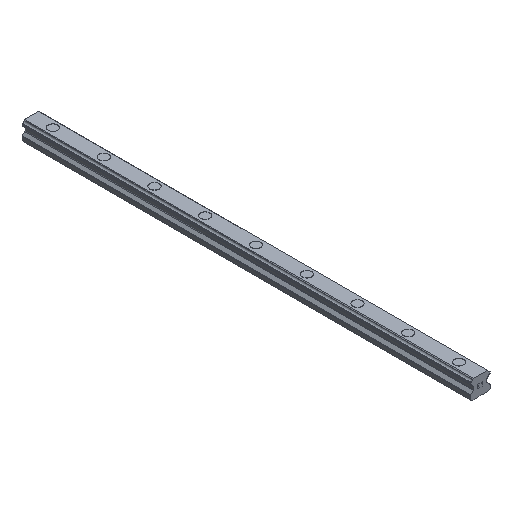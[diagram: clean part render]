
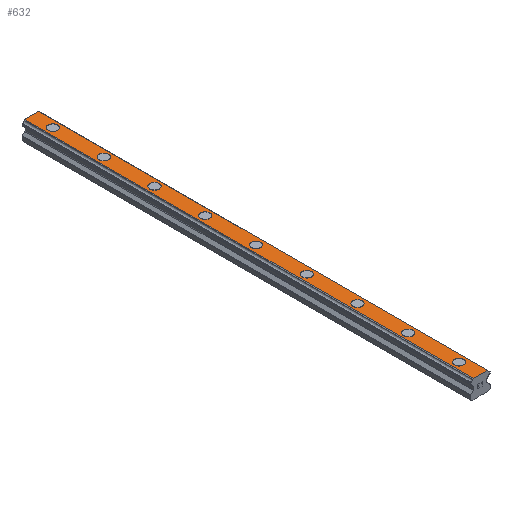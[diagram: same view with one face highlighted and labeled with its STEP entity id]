
A CAD part, isometric view. The second image highlights one B-rep face of the part: STEP entity #632.
In plain terms, the highlighted planar face has unit normal (0, 0, 1).
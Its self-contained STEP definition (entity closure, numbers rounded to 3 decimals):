
#632=ADVANCED_FACE('',(#1295,#1296,#1297,#1298,#1299,#1300,#1301,#1302,#1303,#1304),#1305,.T.);
#1295=FACE_BOUND('',#1982,.T.);
#1296=FACE_BOUND('',#1983,.T.);
#1297=FACE_BOUND('',#1984,.T.);
#1298=FACE_BOUND('',#1985,.T.);
#1299=FACE_BOUND('',#1986,.T.);
#1300=FACE_BOUND('',#1987,.T.);
#1301=FACE_BOUND('',#1988,.T.);
#1302=FACE_BOUND('',#1989,.T.);
#1303=FACE_BOUND('',#1990,.T.);
#1304=FACE_OUTER_BOUND('',#1991,.T.);
#1305=PLANE('',#1992);
#1982=EDGE_LOOP('',(#3869,#3870));
#1983=EDGE_LOOP('',(#3871,#3872));
#1984=EDGE_LOOP('',(#3873,#3874));
#1985=EDGE_LOOP('',(#3875,#3876));
#1986=EDGE_LOOP('',(#3877,#3878));
#1987=EDGE_LOOP('',(#3879,#3880));
#1988=EDGE_LOOP('',(#3881,#3882));
#1989=EDGE_LOOP('',(#3883,#3884));
#1990=EDGE_LOOP('',(#3885,#3886));
#1991=EDGE_LOOP('',(#3887,#3888,#3889,#3890));
#1992=AXIS2_PLACEMENT_3D('',#3891,#3892,#3893);
#3869=ORIENTED_EDGE('',*,*,#4237,.T.);
#3870=ORIENTED_EDGE('',*,*,#4674,.T.);
#3871=ORIENTED_EDGE('',*,*,#4223,.T.);
#3872=ORIENTED_EDGE('',*,*,#4710,.T.);
#3873=ORIENTED_EDGE('',*,*,#4209,.T.);
#3874=ORIENTED_EDGE('',*,*,#4725,.T.);
#3875=ORIENTED_EDGE('',*,*,#4195,.T.);
#3876=ORIENTED_EDGE('',*,*,#4740,.T.);
#3877=ORIENTED_EDGE('',*,*,#4181,.T.);
#3878=ORIENTED_EDGE('',*,*,#4755,.T.);
#3879=ORIENTED_EDGE('',*,*,#4167,.T.);
#3880=ORIENTED_EDGE('',*,*,#4770,.T.);
#3881=ORIENTED_EDGE('',*,*,#4153,.T.);
#3882=ORIENTED_EDGE('',*,*,#4785,.T.);
#3883=ORIENTED_EDGE('',*,*,#4139,.T.);
#3884=ORIENTED_EDGE('',*,*,#4800,.T.);
#3885=ORIENTED_EDGE('',*,*,#4125,.T.);
#3886=ORIENTED_EDGE('',*,*,#4815,.T.);
#3887=ORIENTED_EDGE('',*,*,#4652,.T.);
#3888=ORIENTED_EDGE('',*,*,#4870,.F.);
#3889=ORIENTED_EDGE('',*,*,#4516,.F.);
#3890=ORIENTED_EDGE('',*,*,#4868,.T.);
#3891=CARTESIAN_POINT('',(0.0,530.0,22.));
#3892=DIRECTION('',(0.0,0.0,1.0));
#3893=DIRECTION('',(-1.0,0.0,-0.0));
#4125=EDGE_CURVE('',#4940,#4937,#4941,.T.);
#4139=EDGE_CURVE('',#4966,#4963,#4967,.T.);
#4153=EDGE_CURVE('',#4992,#4989,#4993,.T.);
#4167=EDGE_CURVE('',#5018,#5015,#5019,.T.);
#4181=EDGE_CURVE('',#5044,#5041,#5045,.T.);
#4195=EDGE_CURVE('',#5070,#5067,#5071,.T.);
#4209=EDGE_CURVE('',#5096,#5093,#5097,.T.);
#4223=EDGE_CURVE('',#5122,#5119,#5123,.T.);
#4237=EDGE_CURVE('',#5148,#5145,#5149,.T.);
#4516=EDGE_CURVE('',#5562,#5564,#5565,.T.);
#4652=EDGE_CURVE('',#5791,#5789,#5792,.T.);
#4674=EDGE_CURVE('',#5145,#5148,#5833,.T.);
#4710=EDGE_CURVE('',#5119,#5122,#5881,.T.);
#4725=EDGE_CURVE('',#5093,#5096,#5899,.T.);
#4740=EDGE_CURVE('',#5067,#5070,#5917,.T.);
#4755=EDGE_CURVE('',#5041,#5044,#5935,.T.);
#4770=EDGE_CURVE('',#5015,#5018,#5953,.T.);
#4785=EDGE_CURVE('',#4989,#4992,#5971,.T.);
#4800=EDGE_CURVE('',#4963,#4966,#5989,.T.);
#4815=EDGE_CURVE('',#4937,#4940,#6007,.T.);
#4868=EDGE_CURVE('',#5562,#5791,#6063,.T.);
#4870=EDGE_CURVE('',#5564,#5789,#6065,.T.);
#4937=VERTEX_POINT('',#6134);
#4940=VERTEX_POINT('',#6138);
#4941=CIRCLE('',#6139,5.5);
#4963=VERTEX_POINT('',#6164);
#4966=VERTEX_POINT('',#6168);
#4967=CIRCLE('',#6169,5.5);
#4989=VERTEX_POINT('',#6194);
#4992=VERTEX_POINT('',#6198);
#4993=CIRCLE('',#6199,5.5);
#5015=VERTEX_POINT('',#6224);
#5018=VERTEX_POINT('',#6228);
#5019=CIRCLE('',#6229,5.5);
#5041=VERTEX_POINT('',#6254);
#5044=VERTEX_POINT('',#6258);
#5045=CIRCLE('',#6259,5.5);
#5067=VERTEX_POINT('',#6284);
#5070=VERTEX_POINT('',#6288);
#5071=CIRCLE('',#6289,5.5);
#5093=VERTEX_POINT('',#6314);
#5096=VERTEX_POINT('',#6318);
#5097=CIRCLE('',#6319,5.5);
#5119=VERTEX_POINT('',#6344);
#5122=VERTEX_POINT('',#6348);
#5123=CIRCLE('',#6349,5.5);
#5145=VERTEX_POINT('',#6374);
#5148=VERTEX_POINT('',#6378);
#5149=CIRCLE('',#6379,5.5);
#5562=VERTEX_POINT('',#6935);
#5564=VERTEX_POINT('',#6938);
#5565=LINE('',#6939,#6940);
#5789=VERTEX_POINT('',#7252);
#5791=VERTEX_POINT('',#7255);
#5792=LINE('',#7256,#7257);
#5833=CIRCLE('',#7307,5.5);
#5881=CIRCLE('',#7369,5.5);
#5899=CIRCLE('',#7390,5.5);
#5917=CIRCLE('',#7411,5.5);
#5935=CIRCLE('',#7432,5.5);
#5953=CIRCLE('',#7453,5.5);
#5971=CIRCLE('',#7474,5.5);
#5989=CIRCLE('',#7495,5.5);
#6007=CIRCLE('',#7516,5.5);
#6063=LINE('',#7594,#7595);
#6065=LINE('',#7597,#7598);
#6134=CARTESIAN_POINT('',(5.5,25.0,22.));
#6138=CARTESIAN_POINT('',(-5.5,25.0,22.));
#6139=AXIS2_PLACEMENT_3D('',#7691,#7692,#7693);
#6164=CARTESIAN_POINT('',(5.5,85.0,22.));
#6168=CARTESIAN_POINT('',(-5.5,85.0,22.));
#6169=AXIS2_PLACEMENT_3D('',#7719,#7720,#7721);
#6194=CARTESIAN_POINT('',(5.5,145.0,22.));
#6198=CARTESIAN_POINT('',(-5.5,145.0,22.));
#6199=AXIS2_PLACEMENT_3D('',#7747,#7748,#7749);
#6224=CARTESIAN_POINT('',(5.5,205.0,22.));
#6228=CARTESIAN_POINT('',(-5.5,205.0,22.));
#6229=AXIS2_PLACEMENT_3D('',#7775,#7776,#7777);
#6254=CARTESIAN_POINT('',(5.5,265.0,22.));
#6258=CARTESIAN_POINT('',(-5.5,265.0,22.));
#6259=AXIS2_PLACEMENT_3D('',#7803,#7804,#7805);
#6284=CARTESIAN_POINT('',(5.5,325.0,22.));
#6288=CARTESIAN_POINT('',(-5.5,325.0,22.));
#6289=AXIS2_PLACEMENT_3D('',#7831,#7832,#7833);
#6314=CARTESIAN_POINT('',(5.5,385.0,22.));
#6318=CARTESIAN_POINT('',(-5.5,385.0,22.));
#6319=AXIS2_PLACEMENT_3D('',#7859,#7860,#7861);
#6344=CARTESIAN_POINT('',(5.5,445.0,22.));
#6348=CARTESIAN_POINT('',(-5.5,445.0,22.));
#6349=AXIS2_PLACEMENT_3D('',#7887,#7888,#7889);
#6374=CARTESIAN_POINT('',(5.5,505.0,22.));
#6378=CARTESIAN_POINT('',(-5.5,505.0,22.));
#6379=AXIS2_PLACEMENT_3D('',#7915,#7916,#7917);
#6935=CARTESIAN_POINT('',(-8.3,530.0,22.));
#6938=CARTESIAN_POINT('',(8.3,530.0,22.));
#6939=CARTESIAN_POINT('',(-8.3,530.0,22.));
#6940=VECTOR('',#8233,1.0);
#7252=CARTESIAN_POINT('',(8.3,0.0,22.));
#7255=CARTESIAN_POINT('',(-8.3,0.0,22.));
#7256=CARTESIAN_POINT('',(-8.3,0.0,22.));
#7257=VECTOR('',#8389,1.0);
#7307=AXIS2_PLACEMENT_3D('',#8432,#8433,#8434);
#7369=AXIS2_PLACEMENT_3D('',#8491,#8492,#8493);
#7390=AXIS2_PLACEMENT_3D('',#8512,#8513,#8514);
#7411=AXIS2_PLACEMENT_3D('',#8533,#8534,#8535);
#7432=AXIS2_PLACEMENT_3D('',#8554,#8555,#8556);
#7453=AXIS2_PLACEMENT_3D('',#8575,#8576,#8577);
#7474=AXIS2_PLACEMENT_3D('',#8596,#8597,#8598);
#7495=AXIS2_PLACEMENT_3D('',#8617,#8618,#8619);
#7516=AXIS2_PLACEMENT_3D('',#8638,#8639,#8640);
#7594=CARTESIAN_POINT('',(-8.3,530.0,22.));
#7595=VECTOR('',#8678,1.0);
#7597=CARTESIAN_POINT('',(8.3,530.0,22.));
#7598=VECTOR('',#8679,1.0);
#7691=CARTESIAN_POINT('',(0.0,25.0,22.));
#7692=DIRECTION('',(0.0,0.0,-1.0));
#7693=DIRECTION('',(1.0,0.0,0.0));
#7719=CARTESIAN_POINT('',(0.0,85.0,22.));
#7720=DIRECTION('',(0.0,0.0,-1.0));
#7721=DIRECTION('',(1.0,0.0,0.0));
#7747=CARTESIAN_POINT('',(0.0,145.0,22.));
#7748=DIRECTION('',(0.0,0.0,-1.0));
#7749=DIRECTION('',(1.0,0.0,0.0));
#7775=CARTESIAN_POINT('',(0.0,205.0,22.));
#7776=DIRECTION('',(0.0,0.0,-1.0));
#7777=DIRECTION('',(1.0,0.0,0.0));
#7803=CARTESIAN_POINT('',(0.0,265.0,22.));
#7804=DIRECTION('',(0.0,0.0,-1.0));
#7805=DIRECTION('',(1.0,0.0,0.0));
#7831=CARTESIAN_POINT('',(0.0,325.0,22.));
#7832=DIRECTION('',(0.0,0.0,-1.0));
#7833=DIRECTION('',(1.0,0.0,0.0));
#7859=CARTESIAN_POINT('',(0.0,385.0,22.));
#7860=DIRECTION('',(0.0,0.0,-1.0));
#7861=DIRECTION('',(1.0,0.0,0.0));
#7887=CARTESIAN_POINT('',(0.0,445.0,22.));
#7888=DIRECTION('',(0.0,0.0,-1.0));
#7889=DIRECTION('',(1.0,0.0,0.0));
#7915=CARTESIAN_POINT('',(0.0,505.0,22.));
#7916=DIRECTION('',(0.0,0.0,-1.0));
#7917=DIRECTION('',(1.0,0.0,0.0));
#8233=DIRECTION('',(1.0,0.0,0.0));
#8389=DIRECTION('',(1.0,0.0,0.0));
#8432=CARTESIAN_POINT('',(0.0,505.0,22.));
#8433=DIRECTION('',(0.0,0.0,-1.0));
#8434=DIRECTION('',(1.0,0.0,0.0));
#8491=CARTESIAN_POINT('',(0.0,445.0,22.));
#8492=DIRECTION('',(0.0,0.0,-1.0));
#8493=DIRECTION('',(1.0,0.0,0.0));
#8512=CARTESIAN_POINT('',(0.0,385.0,22.));
#8513=DIRECTION('',(0.0,0.0,-1.0));
#8514=DIRECTION('',(1.0,0.0,0.0));
#8533=CARTESIAN_POINT('',(0.0,325.0,22.));
#8534=DIRECTION('',(0.0,0.0,-1.0));
#8535=DIRECTION('',(1.0,0.0,0.0));
#8554=CARTESIAN_POINT('',(0.0,265.0,22.));
#8555=DIRECTION('',(0.0,0.0,-1.0));
#8556=DIRECTION('',(1.0,0.0,0.0));
#8575=CARTESIAN_POINT('',(0.0,205.0,22.));
#8576=DIRECTION('',(0.0,0.0,-1.0));
#8577=DIRECTION('',(1.0,0.0,0.0));
#8596=CARTESIAN_POINT('',(0.0,145.0,22.));
#8597=DIRECTION('',(0.0,0.0,-1.0));
#8598=DIRECTION('',(1.0,0.0,0.0));
#8617=CARTESIAN_POINT('',(0.0,85.0,22.));
#8618=DIRECTION('',(0.0,0.0,-1.0));
#8619=DIRECTION('',(1.0,0.0,0.0));
#8638=CARTESIAN_POINT('',(0.0,25.0,22.));
#8639=DIRECTION('',(0.0,0.0,-1.0));
#8640=DIRECTION('',(1.0,0.0,0.0));
#8678=DIRECTION('',(0.0,-1.0,0.0));
#8679=DIRECTION('',(0.0,-1.0,0.0));
